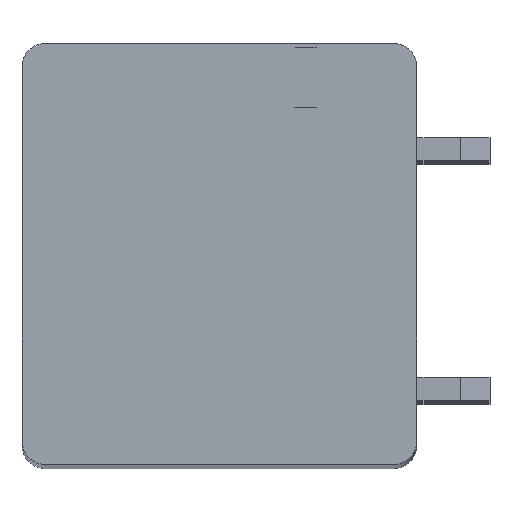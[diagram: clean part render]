
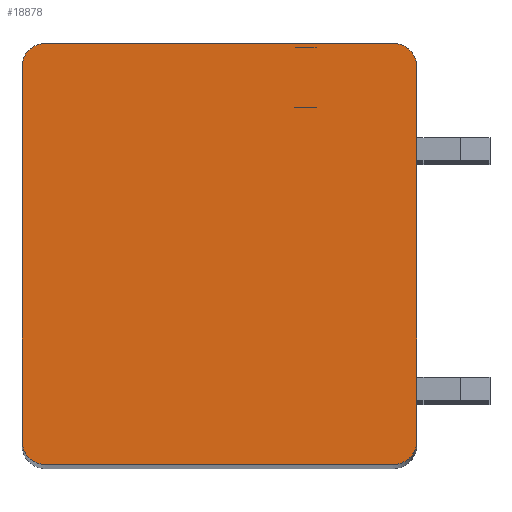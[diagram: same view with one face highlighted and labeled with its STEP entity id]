
A CAD part, top view. The second image highlights one B-rep face of the part: STEP entity #18878.
In plain terms, the highlighted planar face has unit normal (0, 0, 1).
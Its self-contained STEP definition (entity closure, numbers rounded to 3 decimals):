
#1990=CARTESIAN_POINT('',(-5.95,6.4,1.75));
#1991=DIRECTION('',(0.,0.,1.));
#1992=DIRECTION('',(0.,1.,0.));
#1993=AXIS2_PLACEMENT_3D('',#1990,#1991,#1992);
#1995=DIRECTION('',(-1.,0.,0.));
#1996=VECTOR('',#1995,11.9);
#1997=CARTESIAN_POINT('',(5.95,7.2,1.75));
#1998=LINE('',#1997,#1996);
#1999=CARTESIAN_POINT('',(5.95,6.4,1.75));
#2000=DIRECTION('',(0.,0.,1.));
#2001=DIRECTION('',(1.,0.,0.));
#2002=AXIS2_PLACEMENT_3D('',#1999,#2000,#2001);
#2004=DIRECTION('',(0.,1.,0.));
#2005=VECTOR('',#2004,12.8);
#2006=CARTESIAN_POINT('',(6.75,-6.4,1.75));
#2007=LINE('',#2006,#2005);
#2008=CARTESIAN_POINT('',(5.95,-6.4,1.75));
#2009=DIRECTION('',(0.,0.,1.));
#2010=DIRECTION('',(0.,-1.,0.));
#2011=AXIS2_PLACEMENT_3D('',#2008,#2009,#2010);
#2013=DIRECTION('',(1.,0.,0.));
#2014=VECTOR('',#2013,11.9);
#2015=CARTESIAN_POINT('',(-5.95,-7.2,1.75));
#2016=LINE('',#2015,#2014);
#2017=CARTESIAN_POINT('',(-5.95,-6.4,1.75));
#2018=DIRECTION('',(0.,0.,1.));
#2019=DIRECTION('',(-1.,0.,0.));
#2020=AXIS2_PLACEMENT_3D('',#2017,#2018,#2019);
#2022=DIRECTION('',(0.,-1.,0.));
#2023=VECTOR('',#2022,12.8);
#2024=CARTESIAN_POINT('',(-6.75,6.4,1.75));
#2025=LINE('',#2024,#2023);
#14291=CARTESIAN_POINT('',(-5.95,7.2,1.75));
#14292=VERTEX_POINT('',#14291);
#14293=CARTESIAN_POINT('',(-6.75,6.4,1.75));
#14294=VERTEX_POINT('',#14293);
#14299=CARTESIAN_POINT('',(6.75,6.4,1.75));
#14300=VERTEX_POINT('',#14299);
#14301=CARTESIAN_POINT('',(5.95,7.2,1.75));
#14302=VERTEX_POINT('',#14301);
#14307=CARTESIAN_POINT('',(-6.75,-6.4,1.75));
#14308=VERTEX_POINT('',#14307);
#14309=CARTESIAN_POINT('',(-5.95,-7.2,1.75));
#14310=VERTEX_POINT('',#14309);
#14315=CARTESIAN_POINT('',(5.95,-7.2,1.75));
#14316=VERTEX_POINT('',#14315);
#14317=CARTESIAN_POINT('',(6.75,-6.4,1.75));
#14318=VERTEX_POINT('',#14317);
#18863=CARTESIAN_POINT('',(0.,0.,1.75));
#18864=DIRECTION('',(0.,0.,1.));
#18865=DIRECTION('',(1.,0.,0.));
#18866=AXIS2_PLACEMENT_3D('',#18863,#18864,#18865);
#18867=PLANE('',#18866);
#18868=ORIENTED_EDGE('',*,*,#17655,.F.);
#18869=ORIENTED_EDGE('',*,*,#17671,.F.);
#18870=ORIENTED_EDGE('',*,*,#18328,.F.);
#18871=ORIENTED_EDGE('',*,*,#18343,.F.);
#18872=ORIENTED_EDGE('',*,*,#18816,.F.);
#18873=ORIENTED_EDGE('',*,*,#18829,.F.);
#18874=ORIENTED_EDGE('',*,*,#18844,.F.);
#18875=ORIENTED_EDGE('',*,*,#18856,.F.);
#18876=EDGE_LOOP('',(#18868,#18869,#18870,#18871,#18872,#18873,#18874,#18875));
#18877=FACE_OUTER_BOUND('',#18876,.F.);
#1994=CIRCLE('',#1993,0.8);
#2003=CIRCLE('',#2002,0.8);
#2012=CIRCLE('',#2011,0.8);
#2021=CIRCLE('',#2020,0.8);
#17655=EDGE_CURVE('',#14292,#14294,#1994,.T.);
#17671=EDGE_CURVE('',#14302,#14292,#1998,.T.);
#18328=EDGE_CURVE('',#14300,#14302,#2003,.T.);
#18343=EDGE_CURVE('',#14318,#14300,#2007,.T.);
#18816=EDGE_CURVE('',#14316,#14318,#2012,.T.);
#18829=EDGE_CURVE('',#14310,#14316,#2016,.T.);
#18844=EDGE_CURVE('',#14308,#14310,#2021,.T.);
#18856=EDGE_CURVE('',#14294,#14308,#2025,.T.);
#18878=ADVANCED_FACE('',(#18877),#18867,.T.);
